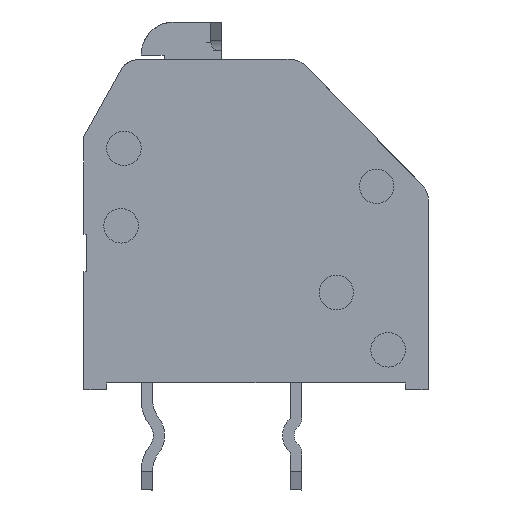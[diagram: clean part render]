
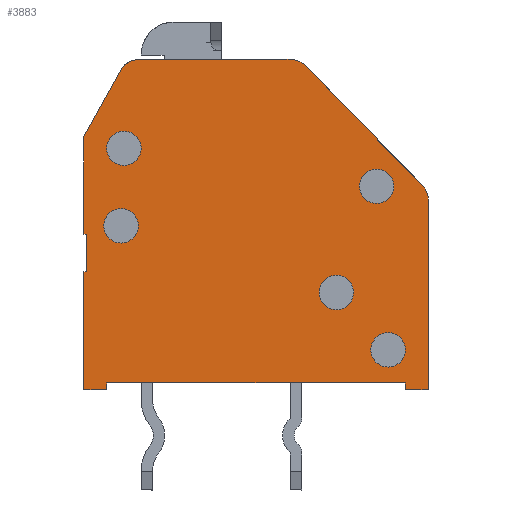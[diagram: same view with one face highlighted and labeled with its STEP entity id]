
A CAD part, left-side view. The second image highlights one B-rep face of the part: STEP entity #3883.
In plain terms, the highlighted face is planar.
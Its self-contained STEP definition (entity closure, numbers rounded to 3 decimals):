
#273=CIRCLE('',#4259,0.6);
#274=CIRCLE('',#4260,0.6);
#275=CIRCLE('',#4261,0.75);
#276=CIRCLE('',#4262,0.75);
#277=CIRCLE('',#4263,0.75);
#278=CIRCLE('',#4264,0.6);
#279=CIRCLE('',#4265,0.6);
#280=CIRCLE('',#4266,0.6);
#1219=ORIENTED_EDGE('',*,*,#1837,.T.);
#1220=ORIENTED_EDGE('',*,*,#1838,.T.);
#1221=ORIENTED_EDGE('',*,*,#1839,.T.);
#1222=ORIENTED_EDGE('',*,*,#1840,.T.);
#1223=ORIENTED_EDGE('',*,*,#1831,.T.);
#1224=ORIENTED_EDGE('',*,*,#1841,.T.);
#1225=ORIENTED_EDGE('',*,*,#1842,.T.);
#1226=ORIENTED_EDGE('',*,*,#1843,.T.);
#1227=ORIENTED_EDGE('',*,*,#1844,.T.);
#1228=ORIENTED_EDGE('',*,*,#1845,.T.);
#1229=ORIENTED_EDGE('',*,*,#1846,.T.);
#1230=ORIENTED_EDGE('',*,*,#1847,.T.);
#1231=ORIENTED_EDGE('',*,*,#1848,.T.);
#1232=ORIENTED_EDGE('',*,*,#1849,.T.);
#1233=ORIENTED_EDGE('',*,*,#1850,.T.);
#1234=ORIENTED_EDGE('',*,*,#1851,.T.);
#1235=ORIENTED_EDGE('',*,*,#1852,.T.);
#1236=ORIENTED_EDGE('',*,*,#1853,.T.);
#1237=ORIENTED_EDGE('',*,*,#1854,.T.);
#1238=ORIENTED_EDGE('',*,*,#1855,.T.);
#1239=ORIENTED_EDGE('',*,*,#1856,.T.);
#1240=ORIENTED_EDGE('',*,*,#1857,.T.);
#1831=EDGE_CURVE('',#2219,#2220,#2607,.T.);
#1837=EDGE_CURVE('',#2223,#2223,#273,.T.);
#1838=EDGE_CURVE('',#2224,#2224,#274,.T.);
#1839=EDGE_CURVE('',#2225,#2226,#2613,.T.);
#1840=EDGE_CURVE('',#2226,#2219,#275,.T.);
#1841=EDGE_CURVE('',#2220,#2227,#276,.T.);
#1842=EDGE_CURVE('',#2227,#2228,#2614,.T.);
#1843=EDGE_CURVE('',#2228,#2229,#2615,.T.);
#1844=EDGE_CURVE('',#2229,#2230,#2616,.T.);
#1845=EDGE_CURVE('',#2230,#2231,#2617,.T.);
#1846=EDGE_CURVE('',#2231,#2232,#2618,.T.);
#1847=EDGE_CURVE('',#2232,#2233,#2619,.T.);
#1848=EDGE_CURVE('',#2233,#2234,#2620,.T.);
#1849=EDGE_CURVE('',#2234,#2235,#2621,.T.);
#1850=EDGE_CURVE('',#2235,#2236,#2622,.T.);
#1851=EDGE_CURVE('',#2236,#2237,#2623,.T.);
#1852=EDGE_CURVE('',#2237,#2238,#2624,.T.);
#1853=EDGE_CURVE('',#2238,#2239,#2625,.T.);
#1854=EDGE_CURVE('',#2239,#2225,#277,.T.);
#1855=EDGE_CURVE('',#2240,#2240,#278,.T.);
#1856=EDGE_CURVE('',#2241,#2241,#279,.T.);
#1857=EDGE_CURVE('',#2242,#2242,#280,.T.);
#2219=VERTEX_POINT('',#6537);
#2220=VERTEX_POINT('',#6538);
#2223=VERTEX_POINT('',#6548);
#2224=VERTEX_POINT('',#6550);
#2225=VERTEX_POINT('',#6552);
#2226=VERTEX_POINT('',#6553);
#2227=VERTEX_POINT('',#6556);
#2228=VERTEX_POINT('',#6558);
#2229=VERTEX_POINT('',#6560);
#2230=VERTEX_POINT('',#6562);
#2231=VERTEX_POINT('',#6564);
#2232=VERTEX_POINT('',#6566);
#2233=VERTEX_POINT('',#6568);
#2234=VERTEX_POINT('',#6570);
#2235=VERTEX_POINT('',#6572);
#2236=VERTEX_POINT('',#6574);
#2237=VERTEX_POINT('',#6576);
#2238=VERTEX_POINT('',#6578);
#2239=VERTEX_POINT('',#6580);
#2240=VERTEX_POINT('',#6583);
#2241=VERTEX_POINT('',#6585);
#2242=VERTEX_POINT('',#6587);
#2607=LINE('',#6536,#3012);
#2613=LINE('',#6551,#3018);
#2614=LINE('',#6557,#3019);
#2615=LINE('',#6559,#3020);
#2616=LINE('',#6561,#3021);
#2617=LINE('',#6563,#3022);
#2618=LINE('',#6565,#3023);
#2619=LINE('',#6567,#3024);
#2620=LINE('',#6569,#3025);
#2621=LINE('',#6571,#3026);
#2622=LINE('',#6573,#3027);
#2623=LINE('',#6575,#3028);
#2624=LINE('',#6577,#3029);
#2625=LINE('',#6579,#3030);
#3012=VECTOR('',#5225,1000.);
#3018=VECTOR('',#5237,1000.);
#3019=VECTOR('',#5242,1000.);
#3020=VECTOR('',#5243,1000.);
#3021=VECTOR('',#5244,1000.);
#3022=VECTOR('',#5245,1000.);
#3023=VECTOR('',#5246,1000.);
#3024=VECTOR('',#5247,1000.);
#3025=VECTOR('',#5248,1000.);
#3026=VECTOR('',#5249,1000.);
#3027=VECTOR('',#5250,1000.);
#3028=VECTOR('',#5251,1000.);
#3029=VECTOR('',#5252,1000.);
#3030=VECTOR('',#5253,1000.);
#3266=EDGE_LOOP('',(#1219));
#3267=EDGE_LOOP('',(#1220));
#3268=EDGE_LOOP('',(#1221,#1222,#1223,#1224,#1225,#1226,#1227,#1228,#1229,
#1230,#1231,#1232,#1233,#1234,#1235,#1236,#1237));
#3269=EDGE_LOOP('',(#1238));
#3270=EDGE_LOOP('',(#1239));
#3271=EDGE_LOOP('',(#1240));
#3514=FACE_BOUND('',#3266,.T.);
#3515=FACE_BOUND('',#3267,.T.);
#3516=FACE_BOUND('',#3268,.T.);
#3517=FACE_BOUND('',#3269,.T.);
#3518=FACE_BOUND('',#3270,.T.);
#3519=FACE_BOUND('',#3271,.T.);
#3682=PLANE('',#4258);
#3883=ADVANCED_FACE('',(#3514,#3515,#3516,#3517,#3518,#3519),#3682,.T.);
#4258=AXIS2_PLACEMENT_3D('',#6546,#5231,#5232);
#4259=AXIS2_PLACEMENT_3D('',#6547,#5233,#5234);
#4260=AXIS2_PLACEMENT_3D('',#6549,#5235,#5236);
#4261=AXIS2_PLACEMENT_3D('',#6554,#5238,#5239);
#4262=AXIS2_PLACEMENT_3D('',#6555,#5240,#5241);
#4263=AXIS2_PLACEMENT_3D('',#6581,#5254,#5255);
#4264=AXIS2_PLACEMENT_3D('',#6582,#5256,#5257);
#4265=AXIS2_PLACEMENT_3D('',#6584,#5258,#5259);
#4266=AXIS2_PLACEMENT_3D('',#6586,#5260,#5261);
#5225=DIRECTION('',(0.,-1.,0.));
#5231=DIRECTION('',(1.,0.,0.));
#5232=DIRECTION('',(0.,0.,-1.));
#5233=DIRECTION('',(-1.,0.,0.));
#5234=DIRECTION('',(0.,1.,0.));
#5235=DIRECTION('',(-1.,0.,0.));
#5236=DIRECTION('',(0.,1.,0.));
#5237=DIRECTION('',(0.,-0.699,0.715));
#5238=DIRECTION('',(1.,0.,0.));
#5239=DIRECTION('',(0.,0.,-1.));
#5240=DIRECTION('',(1.,0.,0.));
#5241=DIRECTION('',(0.,0.,-1.));
#5242=DIRECTION('',(0.,-0.486,-0.874));
#5243=DIRECTION('',(0.,0.,-1.));
#5244=DIRECTION('',(0.,1.,0.));
#5245=DIRECTION('',(0.,0.,-1.));
#5246=DIRECTION('',(0.,-1.,0.));
#5247=DIRECTION('',(0.,0.,-1.));
#5248=DIRECTION('',(0.,1.,0.));
#5249=DIRECTION('',(0.,0.,1.));
#5250=DIRECTION('',(0.,1.,0.));
#5251=DIRECTION('',(0.,0.,-1.));
#5252=DIRECTION('',(0.,1.,0.));
#5253=DIRECTION('',(0.,0.,1.));
#5254=DIRECTION('',(1.,0.,0.));
#5255=DIRECTION('',(0.,0.,-1.));
#5256=DIRECTION('',(-1.,0.,0.));
#5257=DIRECTION('',(0.,1.,0.));
#5258=DIRECTION('',(-1.,0.,0.));
#5259=DIRECTION('',(0.,1.,0.));
#5260=DIRECTION('',(-1.,0.,0.));
#5261=DIRECTION('',(0.,1.,0.));
#6536=CARTESIAN_POINT('',(0.75,1.5,6.75));
#6537=CARTESIAN_POINT('',(0.75,1.185,6.75));
#6538=CARTESIAN_POINT('',(0.75,-4.059,6.75));
#6546=CARTESIAN_POINT('',(0.75,0.,0.));
#6547=CARTESIAN_POINT('',(0.75,4.2,2.33));
#6548=CARTESIAN_POINT('',(0.75,4.8,2.33));
#6549=CARTESIAN_POINT('',(0.75,-4.7,0.95));
#6550=CARTESIAN_POINT('',(0.75,-4.1,0.95));
#6551=CARTESIAN_POINT('',(0.75,6.,2.15));
#6552=CARTESIAN_POINT('',(0.75,5.786,2.369));
#6553=CARTESIAN_POINT('',(0.75,1.721,6.524));
#6554=CARTESIAN_POINT('',(0.75,1.185,6.));
#6555=CARTESIAN_POINT('',(0.75,-4.059,6.));
#6556=CARTESIAN_POINT('',(0.75,-4.714,6.364));
#6557=CARTESIAN_POINT('',(0.75,-4.5,6.75));
#6558=CARTESIAN_POINT('',(0.75,-6.,4.05));
#6559=CARTESIAN_POINT('',(0.75,-6.,4.05));
#6560=CARTESIAN_POINT('',(0.75,-6.,0.65));
#6561=CARTESIAN_POINT('',(0.75,-6.,0.65));
#6562=CARTESIAN_POINT('',(0.75,-5.9,0.65));
#6563=CARTESIAN_POINT('',(0.75,-5.9,0.65));
#6564=CARTESIAN_POINT('',(0.75,-5.9,-0.65));
#6565=CARTESIAN_POINT('',(0.75,-5.9,-0.65));
#6566=CARTESIAN_POINT('',(0.75,-6.,-0.65));
#6567=CARTESIAN_POINT('',(0.75,-6.,-0.65));
#6568=CARTESIAN_POINT('',(0.75,-6.,-4.75));
#6569=CARTESIAN_POINT('',(0.75,-6.,-4.75));
#6570=CARTESIAN_POINT('',(0.75,-5.2,-4.75));
#6571=CARTESIAN_POINT('',(0.75,-5.2,-4.75));
#6572=CARTESIAN_POINT('',(0.75,-5.2,-4.52));
#6573=CARTESIAN_POINT('',(0.75,-5.2,-4.52));
#6574=CARTESIAN_POINT('',(0.75,5.2,-4.52));
#6575=CARTESIAN_POINT('',(0.75,5.2,-4.52));
#6576=CARTESIAN_POINT('',(0.75,5.2,-4.75));
#6577=CARTESIAN_POINT('',(0.75,5.2,-4.75));
#6578=CARTESIAN_POINT('',(0.75,6.,-4.75));
#6579=CARTESIAN_POINT('',(0.75,6.,-4.75));
#6580=CARTESIAN_POINT('',(0.75,6.,1.844));
#6581=CARTESIAN_POINT('',(0.75,5.25,1.844));
#6582=CARTESIAN_POINT('',(0.75,-4.6,3.65));
#6583=CARTESIAN_POINT('',(0.75,-4.,3.65));
#6584=CARTESIAN_POINT('',(0.75,2.8,-1.37));
#6585=CARTESIAN_POINT('',(0.75,3.4,-1.37));
#6586=CARTESIAN_POINT('',(0.75,4.6,-3.37));
#6587=CARTESIAN_POINT('',(0.75,5.2,-3.37));
